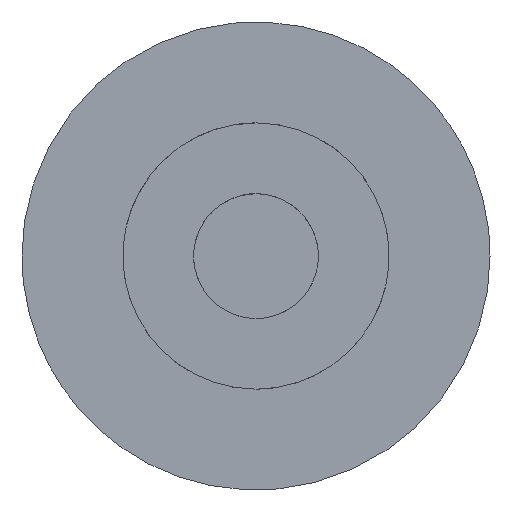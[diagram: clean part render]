
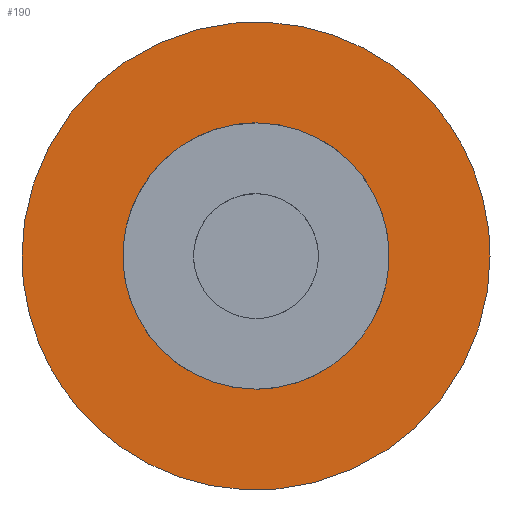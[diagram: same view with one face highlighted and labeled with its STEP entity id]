
A CAD part, top view. The second image highlights one B-rep face of the part: STEP entity #190.
In plain terms, the highlighted planar face has unit normal (0, 0, 1).
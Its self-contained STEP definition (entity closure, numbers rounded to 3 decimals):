
#112 = CARTESIAN_POINT ('', (0., 8.535, 18.327));
#113 = VERTEX_POINT ('', #112);
#119 = CARTESIAN_POINT ('', (0., -8.535, 18.327));
#120 = VERTEX_POINT ('', #119);
#121 = CARTESIAN_POINT ('', (0., -8.535, 18.327));
#122 = CARTESIAN_POINT ('', (-8.535, -8.535, 18.327));
#123 = CARTESIAN_POINT ('', (-8.535, 0., 18.327));
#124 = CARTESIAN_POINT ('', (-8.535, 8.535, 18.327));
#125 = CARTESIAN_POINT ('', (0., 8.535, 18.327));
#126 = (
   BOUNDED_CURVE ()
   B_SPLINE_CURVE (2, (#121, #122, #123, #124, #125), .UNSPECIFIED., .F., .U.)
   B_SPLINE_CURVE_WITH_KNOTS ((3, 2, 3), (0., 0.5, 1.), .UNSPECIFIED.)
   CURVE ()
   GEOMETRIC_REPRESENTATION_ITEM ()
   RATIONAL_B_SPLINE_CURVE ((1., 0.707, 1., 0.707, 1.))
   REPRESENTATION_ITEM ('')
);
#127 = EDGE_CURVE ('', #120, #113, #126, .T.);
#145 = CARTESIAN_POINT ('', (0., 8.535, 18.327));
#146 = CARTESIAN_POINT ('', (8.535, 8.535, 18.327));
#147 = CARTESIAN_POINT ('', (8.535, 0., 18.327));
#148 = CARTESIAN_POINT ('', (8.535, -8.535, 18.327));
#149 = CARTESIAN_POINT ('', (0., -8.535, 18.327));
#150 = (
   BOUNDED_CURVE ()
   B_SPLINE_CURVE (2, (#145, #146, #147, #148, #149), .UNSPECIFIED., .F., .U.)
   B_SPLINE_CURVE_WITH_KNOTS ((3, 2, 3), (0., 0.5, 1.), .UNSPECIFIED.)
   CURVE ()
   GEOMETRIC_REPRESENTATION_ITEM ()
   RATIONAL_B_SPLINE_CURVE ((1., 0.707, 1., 0.707, 1.))
   REPRESENTATION_ITEM ('')
);
#151 = EDGE_CURVE ('', #113, #120, #150, .T.);
#161 = CARTESIAN_POINT ('', (15., 0., 18.327));
#162 = VERTEX_POINT ('', #161);
#163 = CARTESIAN_POINT ('', (-15., 0., 18.327));
#164 = VERTEX_POINT ('', #163);
#165 = CARTESIAN_POINT ('', (15., 0., 18.327));
#166 = CARTESIAN_POINT ('', (15., -30., 18.327));
#167 = CARTESIAN_POINT ('', (-15., -30., 18.327));
#168 = CARTESIAN_POINT ('', (-15., 0., 18.327));
#169 = (
   BOUNDED_CURVE ()
   B_SPLINE_CURVE (3, (#165, #166, #167, #168), .UNSPECIFIED., .F., .U.)
   B_SPLINE_CURVE_WITH_KNOTS ((4, 4), (0., 1.), .UNSPECIFIED.)
   CURVE ()
   GEOMETRIC_REPRESENTATION_ITEM ()
   RATIONAL_B_SPLINE_CURVE ((1., 0.333, 0.333, 1.))
   REPRESENTATION_ITEM ('')
);
#170 = EDGE_CURVE ('', #162, #164, #169, .T.);
#171 = ORIENTED_EDGE ('', *, *, #170, .F.);
#172 = CARTESIAN_POINT ('', (-15., 0., 18.327));
#173 = CARTESIAN_POINT ('', (-15., 30., 18.327));
#174 = CARTESIAN_POINT ('', (15., 30., 18.327));
#175 = CARTESIAN_POINT ('', (15., 0., 18.327));
#176 = (
   BOUNDED_CURVE ()
   B_SPLINE_CURVE (3, (#172, #173, #174, #175), .UNSPECIFIED., .F., .U.)
   B_SPLINE_CURVE_WITH_KNOTS ((4, 4), (0., 1.), .UNSPECIFIED.)
   CURVE ()
   GEOMETRIC_REPRESENTATION_ITEM ()
   RATIONAL_B_SPLINE_CURVE ((1., 0.333, 0.333, 1.))
   REPRESENTATION_ITEM ('')
);
#177 = EDGE_CURVE ('', #164, #162, #176, .T.);
#178 = ORIENTED_EDGE ('', *, *, #177, .F.);
#179 = EDGE_LOOP ('', (#171, #178));
#180 = FACE_OUTER_BOUND ('', #179, .T.);
#181 = ORIENTED_EDGE ('', *, *, #151, .T.);
#182 = ORIENTED_EDGE ('', *, *, #127, .T.);
#183 = EDGE_LOOP ('', (#181, #182));
#184 = FACE_BOUND ('', #183, .T.);
#185 = CARTESIAN_POINT ('', (-15.18, 15.18, 18.327));
#186 = DIRECTION ('', (0., 0., 1.));
#187 = DIRECTION ('', (0., -1., 0.));
#188 = AXIS2_PLACEMENT_3D ('', #185, #186, #187);
#189 = PLANE ('', #188);
#190 = ADVANCED_FACE ('', (#180, #184), #189, .T.);
